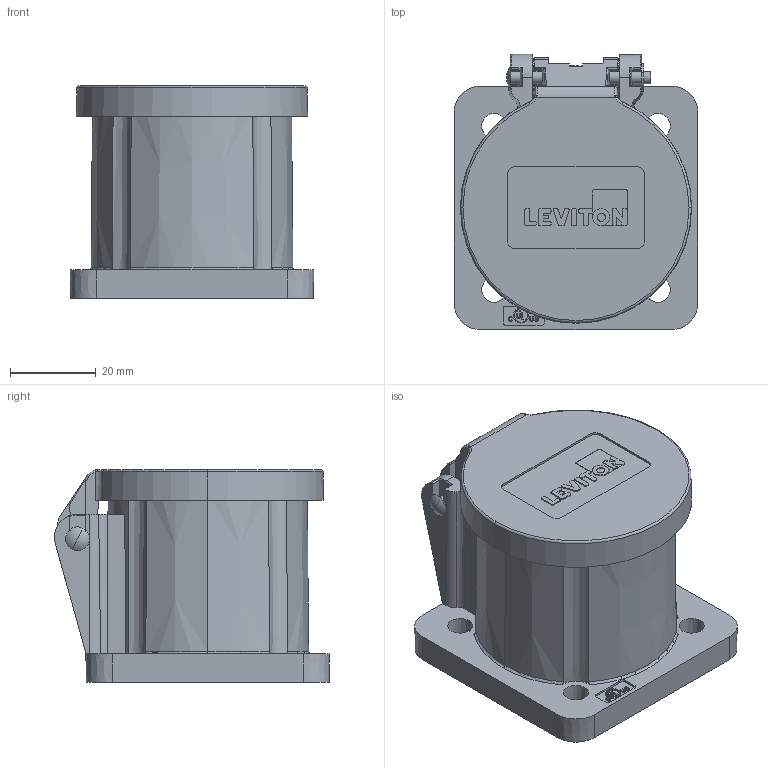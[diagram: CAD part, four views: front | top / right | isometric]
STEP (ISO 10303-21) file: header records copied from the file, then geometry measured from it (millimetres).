
FILE_DESCRIPTION (( 'STEP AP214' ), '1' );
FILE_NAME ('CATSTD-16S31-000-M01.STEP', '2020-09-08T19:11:06', ( '' ), ( '' ), 'SwSTEP 2.0', 'SolidWorks 2020', '' );
FILE_SCHEMA (( 'AUTOMOTIVE_DESIGN' ));
Length unit declared in the file: inch
Products named in the file (1): CATSTD-16S31-000-M01
Bounding box: 56.68 x 63.99 x 49.45 mm (x, y, z)
Surface area: 28044.7 mm2 (no closed solid volume)
Topology: 0 solids, 8 shells, 498 faces, 1559 edges, 1043 vertices
Faces by surface type: plane 201, cylinder 148, cone 70, bspline 68, torus 11
Entity records: 31540 total; most frequent: CARTESIAN_POINT 12358, ORIENTED_EDGE 2767, DIRECTION 2341, EDGE_CURVE 1557, VERTEX_POINT 1043, AXIS2_PLACEMENT_3D 787, VECTOR 767, LINE 767
